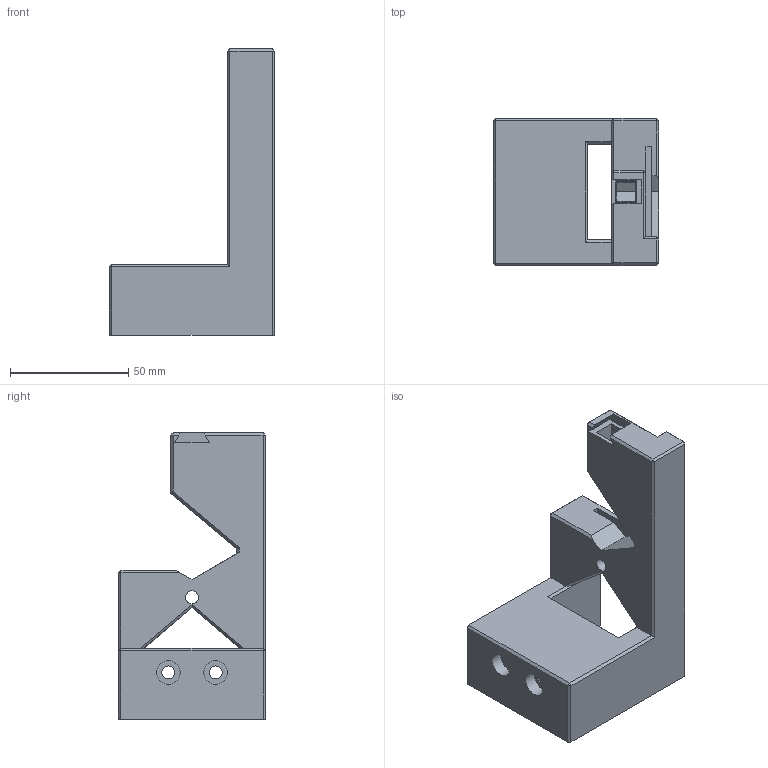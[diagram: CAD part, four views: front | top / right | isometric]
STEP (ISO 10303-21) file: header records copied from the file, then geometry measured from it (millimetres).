
FILE_DESCRIPTION(/* description */ (''),/* implementation_level */ '2;1');
FILE_NAME(/* name */ 'X X Motor End Mount v1.step',/* time_stamp */ '2021-06-14T11:27:01+02:00',/* author */ (''),/* organization */ (''),/* preprocessor_version */ 'ST-DEVELOPER v18.1',/* originating_system */ 'Autodesk Translation Framework v10.9.0.1377',/* authorisation */ '');
FILE_SCHEMA (('AUTOMOTIVE_DESIGN { 1 0 10303 214 3 1 1 }'));
Length unit declared in the file: millimetre
Products named in the file (1): X X Motor End Mount
Bounding box: 70 x 62 x 121 mm (x, y, z)
Volume: 150118.2 mm3; surface area: 31702.2 mm2
Topology: 1 solids, 1 shells, 89 faces, 221 edges, 135 vertices
Faces by surface type: plane 84, cylinder 5
Full cylindrical faces by diameter (mm): 5.5 x3, 10 x2
Entity records: 2602 total; most frequent: CARTESIAN_POINT 446, ORIENTED_EDGE 442, DIRECTION 411, EDGE_CURVE 221, LINE 211, VECTOR 211, VERTEX_POINT 135, EDGE_LOOP 100
